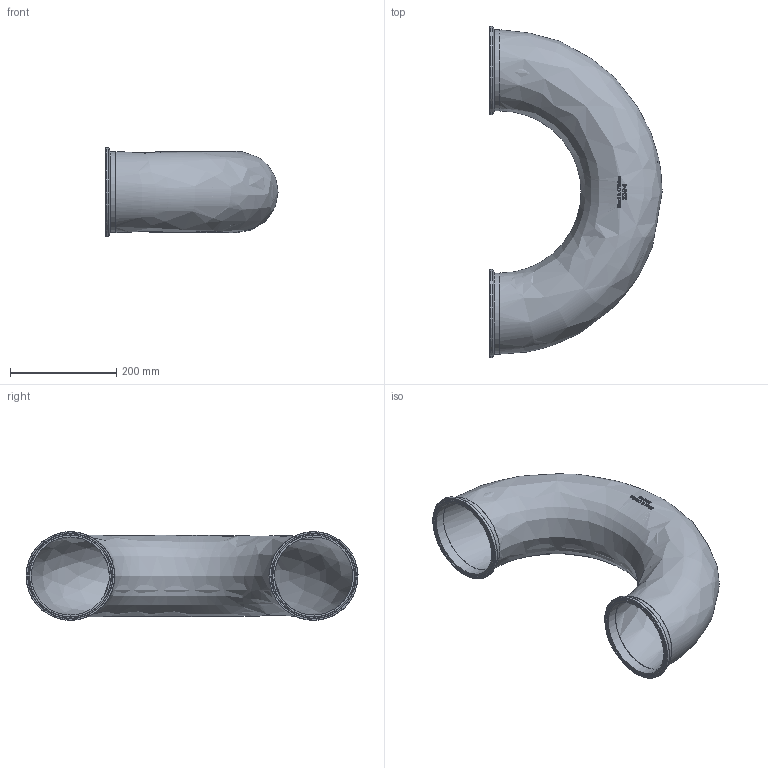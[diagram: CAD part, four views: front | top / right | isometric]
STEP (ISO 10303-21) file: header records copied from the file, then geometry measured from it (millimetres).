
FILE_DESCRIPTION(/* description */ (''),/* implementation_level */ '2;1');
FILE_NAME(/* name */ '2UMP-6.stp',/* time_stamp */ '2020-12-21T13:15:27-05:00',/* author */ ('rick'),/* organization */ (''),/* preprocessor_version */ 'ST-DEVELOPER v18',/* originating_system */ 'Autodesk Inventor 2020',/* authorisation */ '');
FILE_SCHEMA (('AUTOMOTIVE_DESIGN { 1 0 10303 214 3 1 1 }'));
Length unit declared in the file: inch
Products named in the file (1): 2UMP-6
Bounding box: 323.85 x 624.05 x 166.88 mm (x, y, z)
Volume: 1030354.7 mm3; surface area: 729420.9 mm2
Topology: 1 solids, 1 shells, 352 faces, 976 edges, 662 vertices
Faces by surface type: bspline 197, plane 127, torus 16, cylinder 6, cone 6
Full cylindrical faces by diameter (mm): 146.863 x2, 152.4 x2, 166.878 x2
Entity records: 16144 total; most frequent: CARTESIAN_POINT 8613, ORIENTED_EDGE 1952, EDGE_CURVE 976, DIRECTION 832, VERTEX_POINT 662, B_SPLINE_CURVE_WITH_KNOTS 568, EDGE_LOOP 390, FACE_OUTER_BOUND 352
